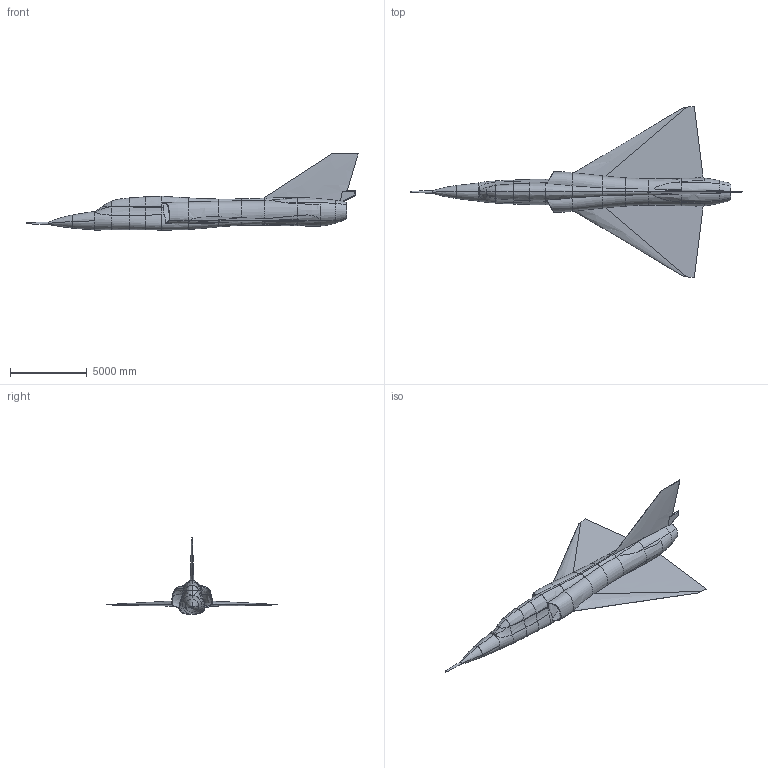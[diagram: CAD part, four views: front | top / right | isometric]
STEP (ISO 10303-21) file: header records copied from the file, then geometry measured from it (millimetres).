
FILE_DESCRIPTION(/* description */ (''),/* implementation_level */ '2;1');
FILE_NAME(/* name */ 'F-106B.step',/* time_stamp */ '2024-02-17T15:23:51-05:00',/* author */ (''),/* organization */ (''),/* preprocessor_version */ 'ST-DEVELOPER v20',/* originating_system */ 'Autodesk Translation Framework v12.14.0.127',/* authorisation */ '');
FILE_SCHEMA (('AUTOMOTIVE_DESIGN { 1 0 10303 214 3 1 1 }'));
Products named in the file (1): F-106B
Bounding box: 21616.76 x 11171.9 x 4953.02 mm (x, y, z)
Volume: 40273508550.8 mm3; surface area: 262149712.6 mm2
Topology: 1 solids, 1 shells, 146 faces, 373 edges, 221 vertices
Faces by surface type: bspline 129, plane 10, cylinder 7
Entity records: 46867 total; most frequent: CARTESIAN_POINT 44403, ORIENTED_EDGE 736, EDGE_CURVE 368, B_SPLINE_CURVE_WITH_KNOTS 332, VERTEX_POINT 221, EDGE_LOOP 147, FACE_OUTER_BOUND 146, ADVANCED_FACE 146
